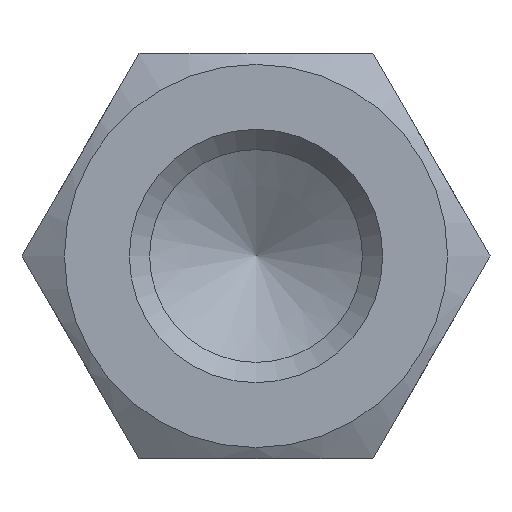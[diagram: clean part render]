
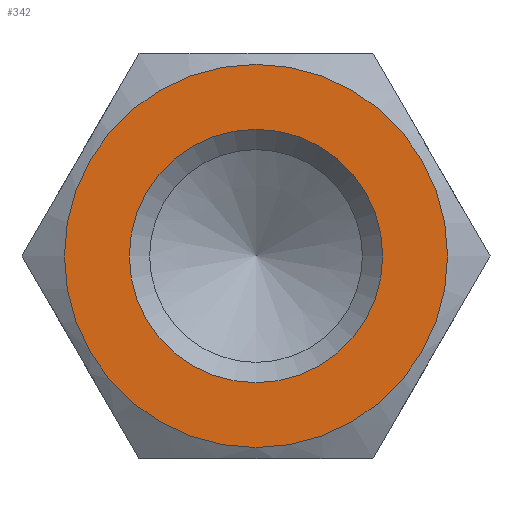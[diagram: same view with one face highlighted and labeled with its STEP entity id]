
A CAD part, front view. The second image highlights one B-rep face of the part: STEP entity #342.
In plain terms, the highlighted planar face has unit normal (0, -1, 0).
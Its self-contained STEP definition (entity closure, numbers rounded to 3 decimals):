
#315=CARTESIAN_POINT('',(0.0,0.0,1.25));
#316=VERTEX_POINT('',#315);
#317=CARTESIAN_POINT('',(0.0,0.0,0.0));
#318=DIRECTION('',(-0.0,1.0,-0.0));
#319=DIRECTION('',(0.0,0.0,1.0));
#320=AXIS2_PLACEMENT_3D('',#317,#318,#319);
#321=CIRCLE('',#320,1.25);
#322=EDGE_CURVE('n� 536',#316,#316,#321,.T.);
#323=ORIENTED_EDGE('',*,*,#322,.T.);
#324=EDGE_LOOP('',(#323));
#325=FACE_OUTER_BOUND('',#324,.T.);
#326=CARTESIAN_POINT('',(0.0,-0.0,-1.891));
#327=VERTEX_POINT('',#326);
#328=CARTESIAN_POINT('',(0.0,-0.0,0.0));
#329=DIRECTION('',(-0.0,-1.0,-0.0));
#330=DIRECTION('',(0.0,0.0,-1.0));
#331=AXIS2_PLACEMENT_3D('',#328,#329,#330);
#332=CIRCLE('',#331,1.891);
#333=EDGE_CURVE('n� 49',#327,#327,#332,.T.);
#334=ORIENTED_EDGE('',*,*,#333,.T.);
#335=EDGE_LOOP('',(#334));
#336=FACE_BOUND('',#335,.T.);
#337=CARTESIAN_POINT('',(0.0,-0.0,0.0));
#338=DIRECTION('',(-0.0,-1.0,-0.0));
#339=DIRECTION('',(0.0,0.0,-1.0));
#340=AXIS2_PLACEMENT_3D('',#337,#338,#339);
#341=PLANE('',#340);
#342=ADVANCED_FACE('n� 52',(#325,#336),#341,.T.);
